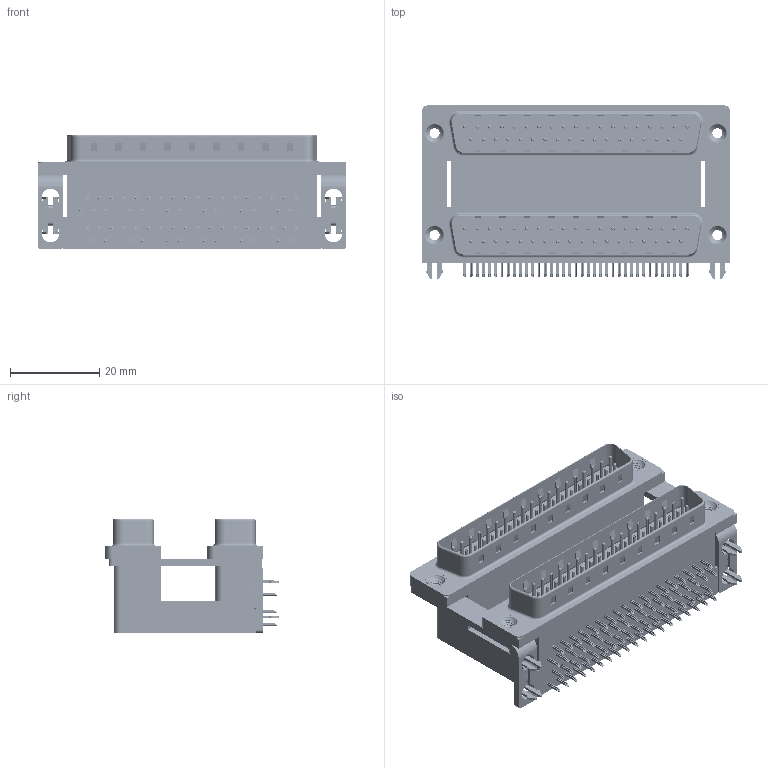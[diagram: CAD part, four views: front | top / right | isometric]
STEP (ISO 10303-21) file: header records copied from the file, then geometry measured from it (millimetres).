
FILE_DESCRIPTION (( 'STEP AP203' ), '1' );
FILE_NAME ('661-037-364-038.STEP', '2022-06-16T13:08:57', ( '' ), ( '' ), 'SwSTEP 2.0', 'SolidWorks 2020', '' );
FILE_SCHEMA (( 'CONFIG_CONTROL_DESIGN' ));
Length unit declared in the file: millimetre
Products named in the file (12): 661 Mounting Bracket_2ProngH; 661 Contact Top Upper_H; 661 Threaded Rivet_4-40; 661 Contact Bottom Lower; 661 2 Prong Board Lock_3; 661 Contact Bottom Upper_H; 661 Shell_37 Contacts; 661 Housing Upper_37 Contacts H; 661 Housing Lower_37 Contacts; 661 Contact Top Lower; 661-037-364-038; 661 Housing Spacer_37 Contacts H
Assembly tree (87 placements, depth 2):
  661-037-364-038
    661 Housing Lower_37 Contacts
    661 Housing Spacer_37 Contacts H
    661 Housing Upper_37 Contacts H
    661 Shell_37 Contacts  x2
    661 Contact Bottom Lower  x18
    661 Contact Top Lower  x19
    661 Contact Bottom Upper_H  x18
    661 Contact Top Upper_H  x19
    661 Mounting Bracket_2ProngH  x2
    661 2 Prong Board Lock_3  x2
    661 Threaded Rivet_4-40  x4
Bounding box: 69.32 x 38.91 x 25.6 mm (x, y, z)
Volume: 30835.9 mm3; surface area: 31441.7 mm2
Topology: 87 solids, 87 shells, 6734 faces, 16774 edges, 10386 vertices
Faces by surface type: plane 4352, cylinder 1844, torus 506, cone 20, bspline 12
Entity records: 53350 total; most frequent: CARTESIAN_POINT 10219, DIRECTION 8176, ORIENTED_EDGE 8082, EDGE_CURVE 4041, VECTOR 3170, LINE 3170, VERTEX_POINT 2628, AXIS2_PLACEMENT_3D 2503
